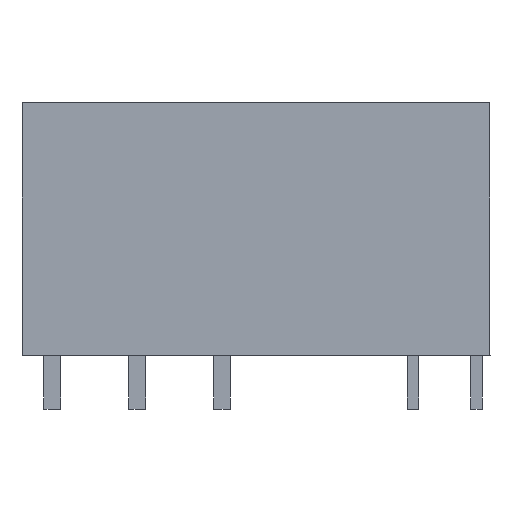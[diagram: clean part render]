
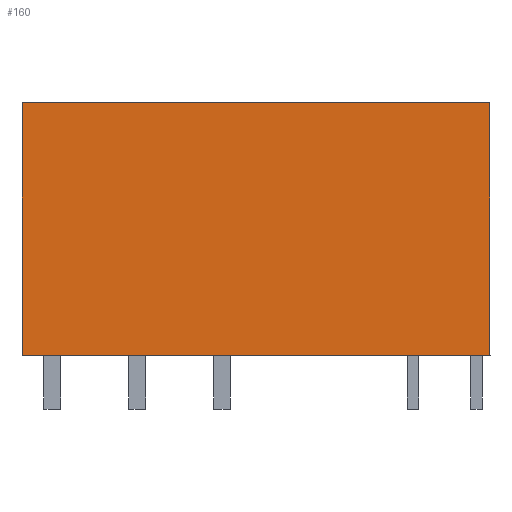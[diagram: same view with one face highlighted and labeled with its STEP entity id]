
A CAD part, left-side view. The second image highlights one B-rep face of the part: STEP entity #160.
In plain terms, the highlighted planar face has unit normal (-1, 0, 0).
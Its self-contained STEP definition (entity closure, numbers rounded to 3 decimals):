
#140=AXIS2_PLACEMENT_3D('Plane Axis2P3D',#137,#138,#139) ;
#41=CARTESIAN_POINT('Vertex',(0.,0.,18.2)) ;
#46=CARTESIAN_POINT('Line Origine',(0.,0.,10.7)) ;
#50=CARTESIAN_POINT('Vertex',(0.,0.,3.2)) ;
#117=CARTESIAN_POINT('Line Origine',(0.,13.9,3.2)) ;
#121=CARTESIAN_POINT('Vertex',(0.,27.8,3.2)) ;
#137=CARTESIAN_POINT('Axis2P3D Location',(0.,13.9,3.2)) ;
#142=CARTESIAN_POINT('Line Origine',(0.,13.9,18.2)) ;
#146=CARTESIAN_POINT('Vertex',(0.,27.8,18.2)) ;
#149=CARTESIAN_POINT('Line Origine',(0.,27.8,10.7)) ;
#47=DIRECTION('Vector Direction',(0.,0.,-1.)) ;
#118=DIRECTION('Vector Direction',(0.,1.,0.)) ;
#138=DIRECTION('Axis2P3D Direction',(1.,0.,0.)) ;
#139=DIRECTION('Axis2P3D XDirection',(0.,1.,0.)) ;
#143=DIRECTION('Vector Direction',(0.,-1.,0.)) ;
#150=DIRECTION('Vector Direction',(0.,0.,-1.)) ;
#48=VECTOR('Line Direction',#47,1.) ;
#119=VECTOR('Line Direction',#118,1.) ;
#144=VECTOR('Line Direction',#143,1.) ;
#151=VECTOR('Line Direction',#150,1.) ;
#155=ORIENTED_EDGE('',*,*,#52,.F.) ;
#156=ORIENTED_EDGE('',*,*,#148,.F.) ;
#157=ORIENTED_EDGE('',*,*,#153,.T.) ;
#158=ORIENTED_EDGE('',*,*,#123,.F.) ;
#160=ADVANCED_FACE('RSS-RELAIS',(#159),#141,.F.) ;
#52=EDGE_CURVE('',#42,#51,#49,.T.) ;
#123=EDGE_CURVE('',#51,#122,#120,.T.) ;
#148=EDGE_CURVE('',#147,#42,#145,.T.) ;
#153=EDGE_CURVE('',#147,#122,#152,.T.) ;
#154=EDGE_LOOP('',(#155,#156,#157,#158)) ;
#159=FACE_OUTER_BOUND('',#154,.T.) ;
#49=LINE('Line',#46,#48) ;
#120=LINE('Line',#117,#119) ;
#145=LINE('Line',#142,#144) ;
#152=LINE('Line',#149,#151) ;
#141=PLANE('',#140) ;
#42=VERTEX_POINT('',#41) ;
#51=VERTEX_POINT('',#50) ;
#122=VERTEX_POINT('',#121) ;
#147=VERTEX_POINT('',#146) ;
